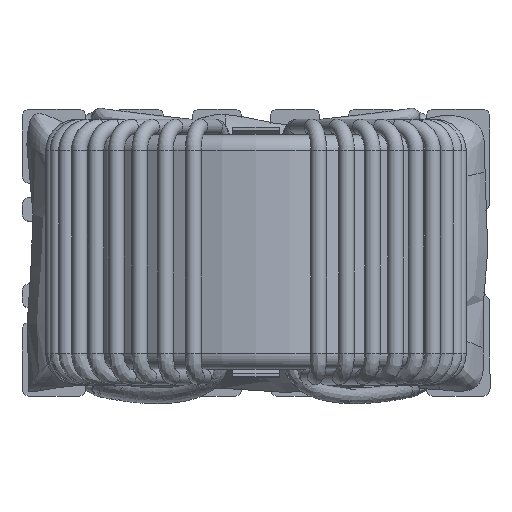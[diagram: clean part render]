
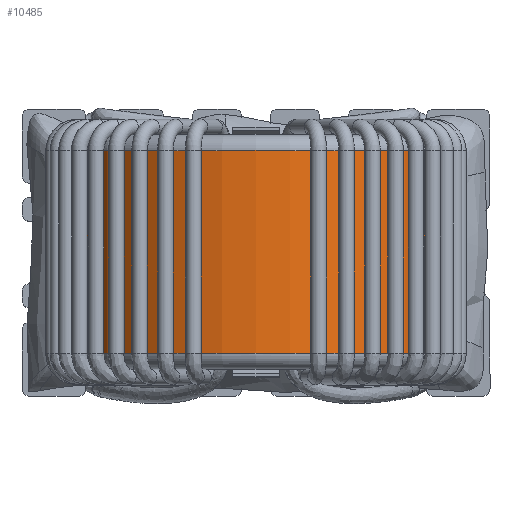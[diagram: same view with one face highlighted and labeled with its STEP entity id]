
A CAD part, top view. The second image highlights one B-rep face of the part: STEP entity #10485.
In plain terms, the highlighted cylindrical face has radius 12.5 mm (diameter 25 mm), a full revolution.
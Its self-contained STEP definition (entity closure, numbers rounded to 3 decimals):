
#1135=CYLINDRICAL_SURFACE('',#11268,12.5);
#1870=ORIENTED_EDGE('',*,*,#3336,.T.);
#1871=ORIENTED_EDGE('',*,*,#3337,.T.);
#3336=EDGE_CURVE('',#4220,#4220,#4906,.T.);
#3337=EDGE_CURVE('',#4221,#4221,#4907,.F.);
#4220=VERTEX_POINT('',#31209);
#4221=VERTEX_POINT('',#31211);
#4906=CIRCLE('',#11269,12.5);
#4907=CIRCLE('',#11270,12.5);
#5690=EDGE_LOOP('',(#1870));
#5691=EDGE_LOOP('',(#1871));
#6548=FACE_BOUND('',#5690,.T.);
#6549=FACE_BOUND('',#5691,.T.);
#10485=ADVANCED_FACE('',(#6548,#6549),#1135,.T.);
#11268=AXIS2_PLACEMENT_3D('',#31207,#12712,#12713);
#11269=AXIS2_PLACEMENT_3D('',#31208,#12714,#12715);
#11270=AXIS2_PLACEMENT_3D('',#31210,#12716,#12717);
#12712=DIRECTION('',(0.,1.,0.));
#12713=DIRECTION('',(0.,0.,1.));
#12714=DIRECTION('',(0.,1.,0.));
#12715=DIRECTION('',(0.,0.,1.));
#12716=DIRECTION('',(0.,1.,0.));
#12717=DIRECTION('',(0.,0.,1.));
#31207=CARTESIAN_POINT('',(0.,-7.5,18.5));
#31208=CARTESIAN_POINT('',(0.,-6.5,18.5));
#31209=CARTESIAN_POINT('',(0.,-6.5,31.));
#31210=CARTESIAN_POINT('',(0.,6.5,18.5));
#31211=CARTESIAN_POINT('',(0.,6.5,31.));
